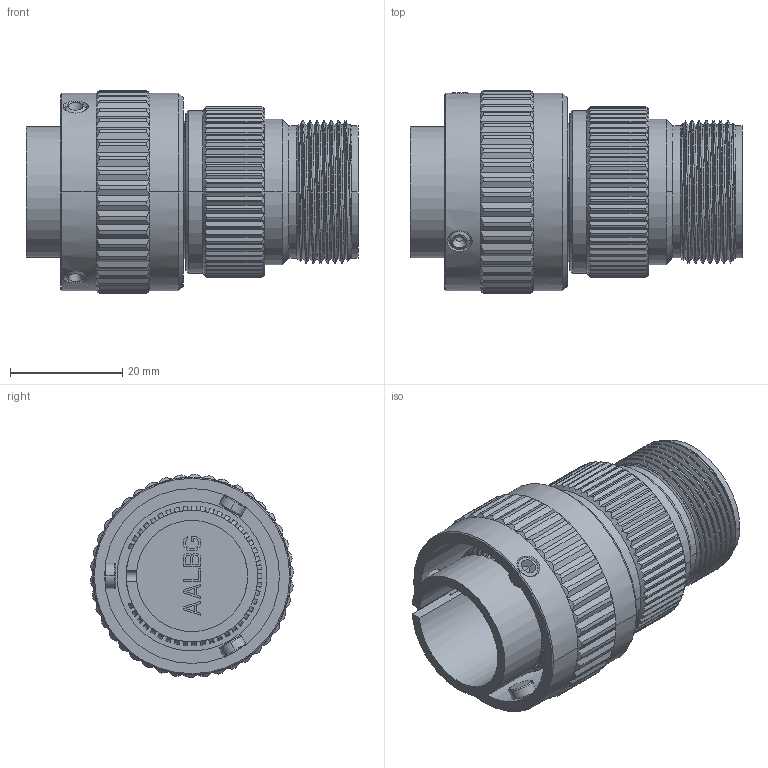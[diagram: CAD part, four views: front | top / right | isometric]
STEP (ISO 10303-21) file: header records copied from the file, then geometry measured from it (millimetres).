
FILE_DESCRIPTION((''),'2;1');
FILE_NAME('VG95234L-18_SW0001','2023-03-16T09:50:40',('paultorloting'),('NET AG system integration'),'CREO PARAMETRIC BY PTC INC, 2021404','CREO PARAMETRIC BY PTC INC, 2021404','');
FILE_SCHEMA(('AUTOMOTIVE_DESIGN { 1 0 10303 214 1 1 1 1 }'));
Products named in the file (1): VG95234L-18_SW0001
Bounding box: 59.1 x 36.16 x 36.17 mm (x, y, z)
Volume: 27030.5 mm3; surface area: 19671.8 mm2
Topology: 3 solids, 4 shells, 1829 faces, 4962 edges, 3085 vertices
Faces by surface type: plane 642, bspline 633, cylinder 396, cone 152, torus 6
Entity records: 89842 total; most frequent: CARTESIAN_POINT 43080, ORIENTED_EDGE 9912, DIRECTION 5674, EDGE_CURVE 4956, VERTEX_POINT 3085, B_SPLINE_CURVE_WITH_KNOTS 2317, VECTOR 2019, LINE 2019
